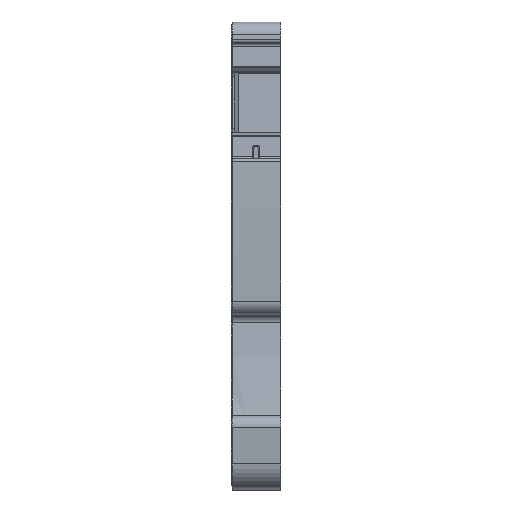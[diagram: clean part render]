
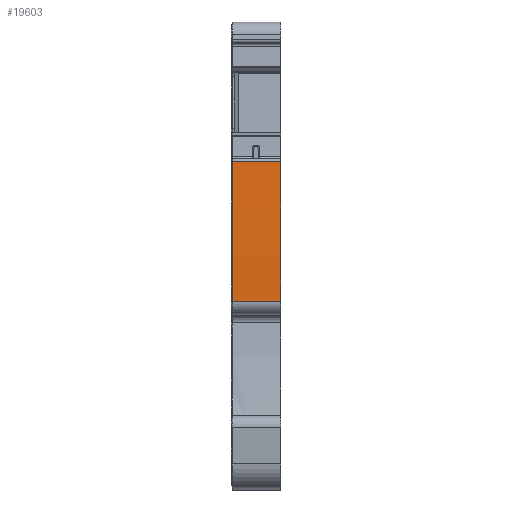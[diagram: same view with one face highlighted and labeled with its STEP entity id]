
A CAD part, front view. The second image highlights one B-rep face of the part: STEP entity #19603.
In plain terms, the highlighted cylindrical face has radius 122.182 mm (diameter 244.364 mm), a partial arc.
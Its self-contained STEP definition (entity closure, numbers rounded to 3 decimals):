
#12249=AXIS2_PLACEMENT_3D('Circle Axis2P3D',#12247,#12248,$) ;
#19583=AXIS2_PLACEMENT_3D('Cylinder Axis2P3D',#19580,#19581,#19582) ;
#19587=AXIS2_PLACEMENT_3D('Circle Axis2P3D',#19585,#19586,$) ;
#12244=CARTESIAN_POINT('Vertex',(0.05,1.648,13.45)) ;
#12247=CARTESIAN_POINT('Axis2P3D Location',(0.05,123.775,17.106)) ;
#12251=CARTESIAN_POINT('Vertex',(0.05,1.756,23.414)) ;
#19564=CARTESIAN_POINT('Vertex',(3.5,1.648,13.45)) ;
#19567=CARTESIAN_POINT('Line Origine',(1.775,1.648,13.45)) ;
#19580=CARTESIAN_POINT('Axis2P3D Location',(1.75,123.775,17.106)) ;
#19585=CARTESIAN_POINT('Axis2P3D Location',(3.5,123.775,17.106)) ;
#19589=CARTESIAN_POINT('Vertex',(3.5,1.756,23.414)) ;
#19592=CARTESIAN_POINT('Line Origine',(1.75,1.756,23.414)) ;
#12248=DIRECTION('Axis2P3D Direction',(-1.,0.,0.)) ;
#19568=DIRECTION('Vector Direction',(1.,0.,0.)) ;
#19581=DIRECTION('Axis2P3D Direction',(1.,0.,0.)) ;
#19582=DIRECTION('Axis2P3D XDirection',(0.,-0.992,0.126)) ;
#19586=DIRECTION('Axis2P3D Direction',(1.,0.,0.)) ;
#19593=DIRECTION('Vector Direction',(1.,0.,0.)) ;
#19569=VECTOR('Line Direction',#19568,1.) ;
#19594=VECTOR('Line Direction',#19593,1.) ;
#19598=ORIENTED_EDGE('',*,*,#19571,.T.) ;
#19599=ORIENTED_EDGE('',*,*,#19591,.F.) ;
#19600=ORIENTED_EDGE('',*,*,#19596,.F.) ;
#19601=ORIENTED_EDGE('',*,*,#12253,.F.) ;
#19603=ADVANCED_FACE('PartBody',(#19602),#19584,.T.) ;
#12250=CIRCLE('generated circle',#12249,122.182) ;
#19588=CIRCLE('generated circle',#19587,122.182) ;
#19584=CYLINDRICAL_SURFACE('generated cylinder',#19583,122.182) ;
#12253=EDGE_CURVE('',#12245,#12252,#12250,.T.) ;
#19571=EDGE_CURVE('',#12245,#19565,#19570,.T.) ;
#19591=EDGE_CURVE('',#19590,#19565,#19588,.T.) ;
#19596=EDGE_CURVE('',#12252,#19590,#19595,.T.) ;
#19597=EDGE_LOOP('',(#19598,#19599,#19600,#19601)) ;
#19602=FACE_OUTER_BOUND('',#19597,.T.) ;
#19570=LINE('Line',#19567,#19569) ;
#19595=LINE('Line',#19592,#19594) ;
#12245=VERTEX_POINT('',#12244) ;
#12252=VERTEX_POINT('',#12251) ;
#19565=VERTEX_POINT('',#19564) ;
#19590=VERTEX_POINT('',#19589) ;
